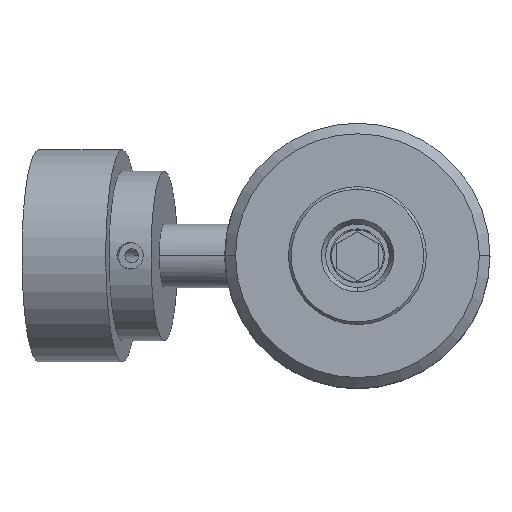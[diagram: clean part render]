
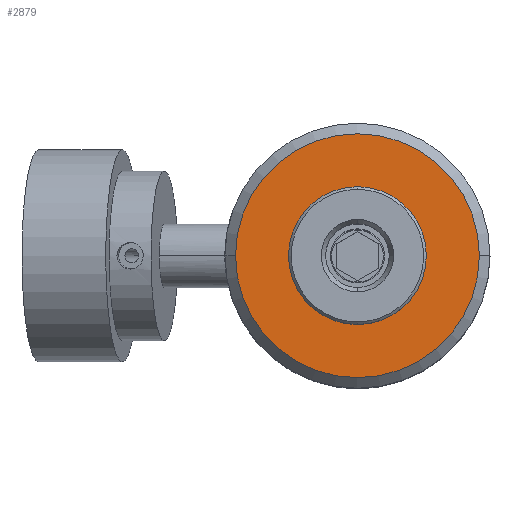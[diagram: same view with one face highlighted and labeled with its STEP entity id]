
A CAD part, top view. The second image highlights one B-rep face of the part: STEP entity #2879.
In plain terms, the highlighted planar face has unit normal (0, 0, 1).
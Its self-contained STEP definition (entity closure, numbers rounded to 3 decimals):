
#160 = PLANE ( 'NONE',  #2492 ) ;
#170 = CARTESIAN_POINT ( 'NONE',  ( 13., 0., 60. ) ) ;
#207 = EDGE_LOOP ( 'NONE', ( #2537, #1331 ) ) ;
#236 = DIRECTION ( 'NONE',  ( 0., 0., 1. ) ) ;
#263 = EDGE_CURVE ( 'NONE', #2282, #1767, #2874, .T. ) ;
#334 = DIRECTION ( 'NONE',  ( 1., 0., 0. ) ) ;
#519 = CARTESIAN_POINT ( 'NONE',  ( 0., 0., 60. ) ) ;
#648 = VERTEX_POINT ( 'NONE', #2238 ) ;
#676 = DIRECTION ( 'NONE',  ( 0., 0., 1. ) ) ;
#700 = CARTESIAN_POINT ( 'NONE',  ( -23., 0., 60. ) ) ;
#706 = DIRECTION ( 'NONE',  ( 1., 0., 0. ) ) ;
#823 = VERTEX_POINT ( 'NONE', #700 ) ;
#945 = FACE_BOUND ( 'NONE', #2680, .T. ) ;
#965 = FACE_OUTER_BOUND ( 'NONE', #207, .T. ) ;
#1011 = AXIS2_PLACEMENT_3D ( 'NONE', #2821, #3043, #334 ) ;
#1059 = EDGE_CURVE ( 'NONE', #823, #648, #2138, .T. ) ;
#1263 = CARTESIAN_POINT ( 'NONE',  ( 0., 0., 60. ) ) ;
#1331 = ORIENTED_EDGE ( 'NONE', *, *, #2831, .T. ) ;
#1342 = DIRECTION ( 'NONE',  ( 1., 0., 0. ) ) ;
#1359 = DIRECTION ( 'NONE',  ( 0., 0., 1. ) ) ;
#1495 = CARTESIAN_POINT ( 'NONE',  ( 0., 0., 60. ) ) ;
#1767 = VERTEX_POINT ( 'NONE', #170 ) ;
#2138 = CIRCLE ( 'NONE', #2583, 23. ) ;
#2162 = CARTESIAN_POINT ( 'NONE',  ( 0., 0., 60. ) ) ;
#2238 = CARTESIAN_POINT ( 'NONE',  ( 23., 0., 60. ) ) ;
#2274 = CIRCLE ( 'NONE', #3112, 13. ) ;
#2282 = VERTEX_POINT ( 'NONE', #3245 ) ;
#2417 = DIRECTION ( 'NONE',  ( 1., 0., 0. ) ) ;
#2492 = AXIS2_PLACEMENT_3D ( 'NONE', #1263, #3197, #3162 ) ;
#2537 = ORIENTED_EDGE ( 'NONE', *, *, #1059, .T. ) ;
#2553 = CIRCLE ( 'NONE', #2837, 23. ) ;
#2583 = AXIS2_PLACEMENT_3D ( 'NONE', #1495, #676, #706 ) ;
#2680 = EDGE_LOOP ( 'NONE', ( #3419, #3059 ) ) ;
#2764 = EDGE_CURVE ( 'NONE', #1767, #2282, #2274, .T. ) ;
#2821 = CARTESIAN_POINT ( 'NONE',  ( 0., 0., 60. ) ) ;
#2831 = EDGE_CURVE ( 'NONE', #648, #823, #2553, .T. ) ;
#2837 = AXIS2_PLACEMENT_3D ( 'NONE', #519, #236, #1342 ) ;
#2874 = CIRCLE ( 'NONE', #1011, 13. ) ;
#2879 = ADVANCED_FACE ( 'NONE', ( #965, #945 ), #160, .T. ) ;
#3043 = DIRECTION ( 'NONE',  ( 0., 0., 1. ) ) ;
#3059 = ORIENTED_EDGE ( 'NONE', *, *, #263, .F. ) ;
#3112 = AXIS2_PLACEMENT_3D ( 'NONE', #2162, #1359, #2417 ) ;
#3162 = DIRECTION ( 'NONE',  ( 1., 0., 0. ) ) ;
#3197 = DIRECTION ( 'NONE',  ( 0., 0., 1. ) ) ;
#3245 = CARTESIAN_POINT ( 'NONE',  ( -13., 0., 60. ) ) ;
#3419 = ORIENTED_EDGE ( 'NONE', *, *, #2764, .F. ) ;
